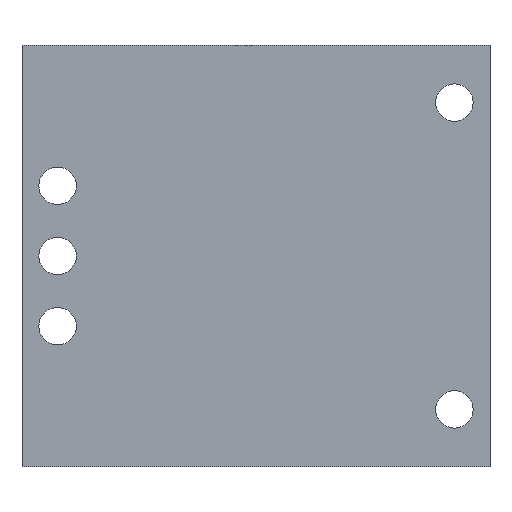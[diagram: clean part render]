
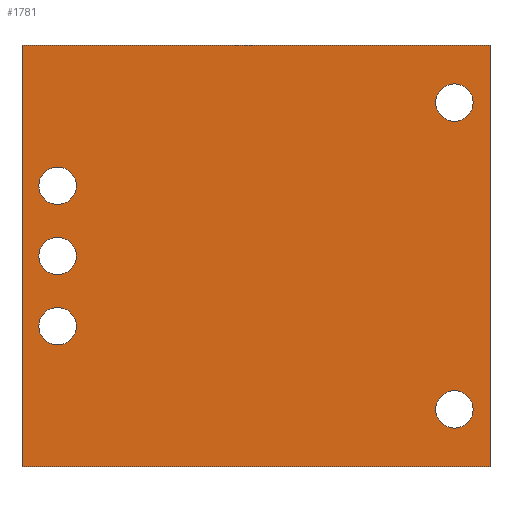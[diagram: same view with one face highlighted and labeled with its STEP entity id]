
A CAD part, front view. The second image highlights one B-rep face of the part: STEP entity #1781.
In plain terms, the highlighted planar face has unit normal (0, -1, 0).
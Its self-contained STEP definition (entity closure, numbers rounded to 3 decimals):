
#5 = EDGE_LOOP ( 'NONE', ( #3122, #1738, #1367, #2733 ) ) ;
#81 = VERTEX_POINT ( 'NONE', #6313 ) ;
#283 = DIRECTION ( 'NONE',  ( 0., 0., -1. ) ) ;
#285 = VERTEX_POINT ( 'NONE', #495 ) ;
#374 = CIRCLE ( 'NONE', #877, 0.4 ) ;
#495 = CARTESIAN_POINT ( 'NONE',  ( -4.24, 0., 1.1 ) ) ;
#559 = FACE_BOUND ( 'NONE', #2906, .T. ) ;
#694 = DIRECTION ( 'NONE',  ( 0., 1., 0. ) ) ;
#719 = AXIS2_PLACEMENT_3D ( 'NONE', #7774, #6039, #1804 ) ;
#750 = CIRCLE ( 'NONE', #5374, 0.4 ) ;
#788 = DIRECTION ( 'NONE',  ( 0., 0., -1. ) ) ;
#861 = CARTESIAN_POINT ( 'NONE',  ( 4.24, 0., -2.878 ) ) ;
#877 = AXIS2_PLACEMENT_3D ( 'NONE', #3265, #1529, #5691 ) ;
#1081 = EDGE_CURVE ( 'NONE', #3040, #7652, #6906, .T. ) ;
#1138 = CIRCLE ( 'NONE', #6629, 0.4 ) ;
#1164 = EDGE_CURVE ( 'NONE', #4187, #6266, #1138, .T. ) ;
#1191 = FACE_OUTER_BOUND ( 'NONE', #5, .T. ) ;
#1207 = CARTESIAN_POINT ( 'NONE',  ( 5., 0., -4.5 ) ) ;
#1220 = EDGE_CURVE ( 'NONE', #6266, #4187, #2953, .T. ) ;
#1331 = VERTEX_POINT ( 'NONE', #1207 ) ;
#1353 = DIRECTION ( 'NONE',  ( 0., 1., 0. ) ) ;
#1367 = ORIENTED_EDGE ( 'NONE', *, *, #4360, .F. ) ;
#1427 = DIRECTION ( 'NONE',  ( 0., 0., 1. ) ) ;
#1440 = DIRECTION ( 'NONE',  ( 0., 0., 1. ) ) ;
#1470 = LINE ( 'NONE', #5766, #6214 ) ;
#1486 = CIRCLE ( 'NONE', #4173, 0.4 ) ;
#1529 = DIRECTION ( 'NONE',  ( 0., 1., 0. ) ) ;
#1738 = ORIENTED_EDGE ( 'NONE', *, *, #4413, .F. ) ;
#1739 = DIRECTION ( 'NONE',  ( 0., 1., 0. ) ) ;
#1781 = ADVANCED_FACE ( 'NONE', ( #3623, #6050, #1191, #6085, #5503, #559 ), #7333, .T. ) ;
#1804 = DIRECTION ( 'NONE',  ( 0., 0., 1. ) ) ;
#1870 = ORIENTED_EDGE ( 'NONE', *, *, #7650, .T. ) ;
#1885 = DIRECTION ( 'NONE',  ( 0., 0., 1. ) ) ;
#2178 = CIRCLE ( 'NONE', #7122, 0.4 ) ;
#2184 = AXIS2_PLACEMENT_3D ( 'NONE', #6172, #1353, #1440 ) ;
#2256 = LINE ( 'NONE', #4734, #3923 ) ;
#2294 = CARTESIAN_POINT ( 'NONE',  ( 4.24, 0., 3.278 ) ) ;
#2408 = CARTESIAN_POINT ( 'NONE',  ( 4.24, 0., 2.878 ) ) ;
#2431 = CIRCLE ( 'NONE', #2184, 0.4 ) ;
#2575 = CARTESIAN_POINT ( 'NONE',  ( -4.24, 0., 0.4 ) ) ;
#2610 = VERTEX_POINT ( 'NONE', #4252 ) ;
#2675 = VECTOR ( 'NONE', #5559, 1000. ) ;
#2733 = ORIENTED_EDGE ( 'NONE', *, *, #5769, .F. ) ;
#2746 = EDGE_CURVE ( 'NONE', #7652, #3040, #2431, .T. ) ;
#2867 = DIRECTION ( 'NONE',  ( 0., 0., 1. ) ) ;
#2883 = DIRECTION ( 'NONE',  ( -1., 0., 0. ) ) ;
#2906 = EDGE_LOOP ( 'NONE', ( #5812, #4801 ) ) ;
#2953 = CIRCLE ( 'NONE', #4857, 0.4 ) ;
#3040 = VERTEX_POINT ( 'NONE', #4925 ) ;
#3090 = EDGE_CURVE ( 'NONE', #6583, #1331, #1470, .T. ) ;
#3091 = VERTEX_POINT ( 'NONE', #3293 ) ;
#3122 = ORIENTED_EDGE ( 'NONE', *, *, #3090, .F. ) ;
#3126 = CARTESIAN_POINT ( 'NONE',  ( -4.24, 0., -1.1 ) ) ;
#3132 = VERTEX_POINT ( 'NONE', #3126 ) ;
#3136 = LINE ( 'NONE', #5597, #2675 ) ;
#3237 = ORIENTED_EDGE ( 'NONE', *, *, #1081, .T. ) ;
#3253 = CARTESIAN_POINT ( 'NONE',  ( -4.24, 0., 0. ) ) ;
#3263 = EDGE_CURVE ( 'NONE', #5741, #5401, #1486, .T. ) ;
#3265 = CARTESIAN_POINT ( 'NONE',  ( 4.24, 0., -3.278 ) ) ;
#3293 = CARTESIAN_POINT ( 'NONE',  ( -5., 0., 4.5 ) ) ;
#3416 = ORIENTED_EDGE ( 'NONE', *, *, #6517, .T. ) ;
#3496 = AXIS2_PLACEMENT_3D ( 'NONE', #2294, #4012, #3576 ) ;
#3539 = AXIS2_PLACEMENT_3D ( 'NONE', #7480, #7601, #1427 ) ;
#3576 = DIRECTION ( 'NONE',  ( 0., 0., 1. ) ) ;
#3623 = FACE_BOUND ( 'NONE', #4068, .T. ) ;
#3626 = VERTEX_POINT ( 'NONE', #6803 ) ;
#3923 = VECTOR ( 'NONE', #7149, 1000. ) ;
#4012 = DIRECTION ( 'NONE',  ( 0., 1., 0. ) ) ;
#4068 = EDGE_LOOP ( 'NONE', ( #6097, #3237 ) ) ;
#4173 = AXIS2_PLACEMENT_3D ( 'NONE', #7815, #5335, #2867 ) ;
#4187 = VERTEX_POINT ( 'NONE', #2575 ) ;
#4252 = CARTESIAN_POINT ( 'NONE',  ( -4.24, 0., -1.9 ) ) ;
#4326 = VECTOR ( 'NONE', #2883, 1000. ) ;
#4360 = EDGE_CURVE ( 'NONE', #81, #3091, #2256, .T. ) ;
#4397 = CARTESIAN_POINT ( 'NONE',  ( 5., 0., 4.5 ) ) ;
#4413 = EDGE_CURVE ( 'NONE', #3091, #6583, #3136, .T. ) ;
#4449 = CIRCLE ( 'NONE', #719, 0.4 ) ;
#4593 = EDGE_CURVE ( 'NONE', #3626, #285, #5727, .T. ) ;
#4717 = DIRECTION ( 'NONE',  ( 0., 0., 1. ) ) ;
#4734 = CARTESIAN_POINT ( 'NONE',  ( -5., 0., 4.5 ) ) ;
#4801 = ORIENTED_EDGE ( 'NONE', *, *, #3263, .T. ) ;
#4857 = AXIS2_PLACEMENT_3D ( 'NONE', #3253, #694, #5678 ) ;
#4900 = CARTESIAN_POINT ( 'NONE',  ( -4.24, 0., -0.4 ) ) ;
#4912 = ORIENTED_EDGE ( 'NONE', *, *, #1220, .T. ) ;
#4919 = EDGE_LOOP ( 'NONE', ( #1870, #3416 ) ) ;
#4925 = CARTESIAN_POINT ( 'NONE',  ( 4.24, 0., 3.678 ) ) ;
#5017 = DIRECTION ( 'NONE',  ( 0., -1., 0. ) ) ;
#5209 = CARTESIAN_POINT ( 'NONE',  ( 0., 0., 0. ) ) ;
#5282 = LINE ( 'NONE', #7675, #4326 ) ;
#5335 = DIRECTION ( 'NONE',  ( 0., 1., 0. ) ) ;
#5374 = AXIS2_PLACEMENT_3D ( 'NONE', #6821, #6781, #1885 ) ;
#5401 = VERTEX_POINT ( 'NONE', #6462 ) ;
#5503 = FACE_BOUND ( 'NONE', #7786, .T. ) ;
#5516 = ORIENTED_EDGE ( 'NONE', *, *, #1164, .T. ) ;
#5559 = DIRECTION ( 'NONE',  ( 1., 0., 0. ) ) ;
#5597 = CARTESIAN_POINT ( 'NONE',  ( -5., 0., 4.5 ) ) ;
#5678 = DIRECTION ( 'NONE',  ( 0., 0., 1. ) ) ;
#5691 = DIRECTION ( 'NONE',  ( 0., 0., 1. ) ) ;
#5727 = CIRCLE ( 'NONE', #3539, 0.4 ) ;
#5741 = VERTEX_POINT ( 'NONE', #861 ) ;
#5766 = CARTESIAN_POINT ( 'NONE',  ( 5., 0., 4.5 ) ) ;
#5769 = EDGE_CURVE ( 'NONE', #1331, #81, #5282, .T. ) ;
#5812 = ORIENTED_EDGE ( 'NONE', *, *, #5946, .T. ) ;
#5861 = EDGE_CURVE ( 'NONE', #285, #3626, #2178, .T. ) ;
#5946 = EDGE_CURVE ( 'NONE', #5401, #5741, #374, .T. ) ;
#6039 = DIRECTION ( 'NONE',  ( 0., 1., 0. ) ) ;
#6050 = FACE_BOUND ( 'NONE', #4919, .T. ) ;
#6073 = CARTESIAN_POINT ( 'NONE',  ( -4.24, 0., 0. ) ) ;
#6085 = FACE_BOUND ( 'NONE', #7212, .T. ) ;
#6097 = ORIENTED_EDGE ( 'NONE', *, *, #2746, .T. ) ;
#6172 = CARTESIAN_POINT ( 'NONE',  ( 4.24, 0., 3.278 ) ) ;
#6214 = VECTOR ( 'NONE', #283, 1000. ) ;
#6266 = VERTEX_POINT ( 'NONE', #4900 ) ;
#6313 = CARTESIAN_POINT ( 'NONE',  ( -5., 0., -4.5 ) ) ;
#6462 = CARTESIAN_POINT ( 'NONE',  ( 4.24, 0., -3.678 ) ) ;
#6517 = EDGE_CURVE ( 'NONE', #3132, #2610, #750, .T. ) ;
#6583 = VERTEX_POINT ( 'NONE', #4397 ) ;
#6629 = AXIS2_PLACEMENT_3D ( 'NONE', #6073, #7808, #7217 ) ;
#6699 = ORIENTED_EDGE ( 'NONE', *, *, #4593, .T. ) ;
#6781 = DIRECTION ( 'NONE',  ( 0., 1., 0. ) ) ;
#6803 = CARTESIAN_POINT ( 'NONE',  ( -4.24, 0., 1.9 ) ) ;
#6821 = CARTESIAN_POINT ( 'NONE',  ( -4.24, 0., -1.5 ) ) ;
#6906 = CIRCLE ( 'NONE', #3496, 0.4 ) ;
#7122 = AXIS2_PLACEMENT_3D ( 'NONE', #7709, #1739, #4717 ) ;
#7149 = DIRECTION ( 'NONE',  ( 0., 0., 1. ) ) ;
#7212 = EDGE_LOOP ( 'NONE', ( #4912, #5516 ) ) ;
#7217 = DIRECTION ( 'NONE',  ( 0., 0., 1. ) ) ;
#7333 = PLANE ( 'NONE',  #7621 ) ;
#7480 = CARTESIAN_POINT ( 'NONE',  ( -4.24, 0., 1.5 ) ) ;
#7601 = DIRECTION ( 'NONE',  ( 0., 1., 0. ) ) ;
#7621 = AXIS2_PLACEMENT_3D ( 'NONE', #5209, #5017, #788 ) ;
#7650 = EDGE_CURVE ( 'NONE', #2610, #3132, #4449, .T. ) ;
#7652 = VERTEX_POINT ( 'NONE', #2408 ) ;
#7675 = CARTESIAN_POINT ( 'NONE',  ( -5., 0., -4.5 ) ) ;
#7709 = CARTESIAN_POINT ( 'NONE',  ( -4.24, 0., 1.5 ) ) ;
#7774 = CARTESIAN_POINT ( 'NONE',  ( -4.24, 0., -1.5 ) ) ;
#7786 = EDGE_LOOP ( 'NONE', ( #7838, #6699 ) ) ;
#7808 = DIRECTION ( 'NONE',  ( 0., 1., 0. ) ) ;
#7815 = CARTESIAN_POINT ( 'NONE',  ( 4.24, 0., -3.278 ) ) ;
#7838 = ORIENTED_EDGE ( 'NONE', *, *, #5861, .T. ) ;
